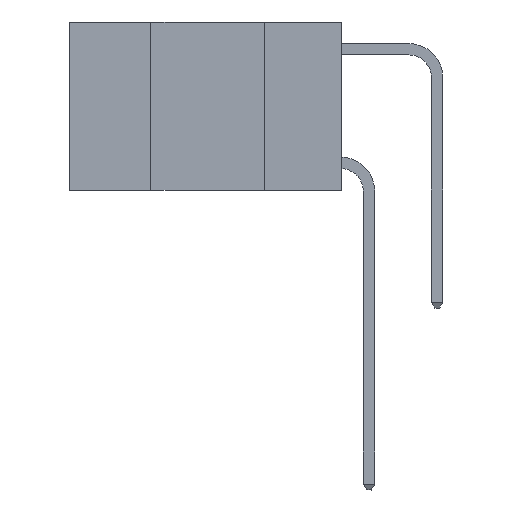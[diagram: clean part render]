
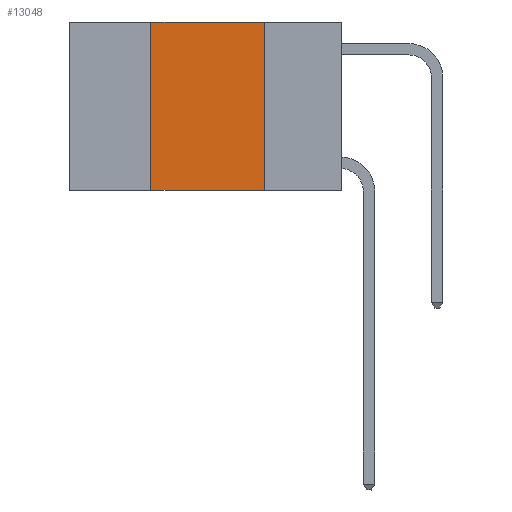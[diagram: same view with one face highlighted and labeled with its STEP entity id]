
A CAD part, left-side view. The second image highlights one B-rep face of the part: STEP entity #13048.
In plain terms, the highlighted planar face has unit normal (-1, 0, 0).
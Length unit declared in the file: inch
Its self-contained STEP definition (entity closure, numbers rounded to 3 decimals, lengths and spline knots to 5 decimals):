
#517 = LINE ( 'NONE', #10169, #7361 ) ;
#1147 = ORIENTED_EDGE ( 'NONE', *, *, #8224, .F. ) ;
#2883 = FACE_OUTER_BOUND ( 'NONE', #8604, .T. ) ;
#3171 = DIRECTION ( 'NONE',  ( 1., 0., 0. ) ) ;
#3330 = DIRECTION ( 'NONE',  ( 0., 0., 1. ) ) ;
#3527 = VECTOR ( 'NONE', #17458, 39.37008 ) ;
#3897 = ORIENTED_EDGE ( 'NONE', *, *, #6616, .F. ) ;
#4342 = ORIENTED_EDGE ( 'NONE', *, *, #5955, .F. ) ;
#5312 = CARTESIAN_POINT ( 'NONE',  ( 0., 0.6, -0.37 ) ) ;
#5613 = VERTEX_POINT ( 'NONE', #6525 ) ;
#5695 = CARTESIAN_POINT ( 'NONE',  ( 0., 0.42, -0.37 ) ) ;
#5883 = VERTEX_POINT ( 'NONE', #16031 ) ;
#5955 = EDGE_CURVE ( 'NONE', #5613, #16366, #15502, .T. ) ;
#6525 = CARTESIAN_POINT ( 'NONE',  ( 0., 0.42, 0. ) ) ;
#6616 = EDGE_CURVE ( 'NONE', #16366, #5883, #10839, .T. ) ;
#6714 = DIRECTION ( 'NONE',  ( 0., -1., 0. ) ) ;
#7361 = VECTOR ( 'NONE', #3330, 39.37008 ) ;
#8020 = CARTESIAN_POINT ( 'NONE',  ( 0., 0.17, 0. ) ) ;
#8224 = EDGE_CURVE ( 'NONE', #9159, #5613, #517, .T. ) ;
#8604 = EDGE_LOOP ( 'NONE', ( #3897, #4342, #1147, #12043 ) ) ;
#8622 = CARTESIAN_POINT ( 'NONE',  ( 0., 0.6, 0. ) ) ;
#9080 = VECTOR ( 'NONE', #17538, 39.37008 ) ;
#9159 = VERTEX_POINT ( 'NONE', #5695 ) ;
#10001 = PLANE ( 'NONE',  #17273 ) ;
#10072 = CARTESIAN_POINT ( 'NONE',  ( 0., 0.17, 0. ) ) ;
#10169 = CARTESIAN_POINT ( 'NONE',  ( 0., 0.42, 0. ) ) ;
#10839 = LINE ( 'NONE', #8020, #3527 ) ;
#12043 = ORIENTED_EDGE ( 'NONE', *, *, #16736, .T. ) ;
#12719 = LINE ( 'NONE', #5312, #9080 ) ;
#12742 = DIRECTION ( 'NONE',  ( 0., 0., -1. ) ) ;
#13048 = ADVANCED_FACE ( 'NONE', ( #2883 ), #10001, .F. ) ;
#15502 = LINE ( 'NONE', #16205, #15930 ) ;
#15930 = VECTOR ( 'NONE', #6714, 39.37008 ) ;
#16031 = CARTESIAN_POINT ( 'NONE',  ( 0., 0.17, -0.37 ) ) ;
#16205 = CARTESIAN_POINT ( 'NONE',  ( 0., 0.6, 0. ) ) ;
#16366 = VERTEX_POINT ( 'NONE', #10072 ) ;
#16736 = EDGE_CURVE ( 'NONE', #9159, #5883, #12719, .T. ) ;
#17273 = AXIS2_PLACEMENT_3D ( 'NONE', #8622, #3171, #12742 ) ;
#17458 = DIRECTION ( 'NONE',  ( 0., 0., -1. ) ) ;
#17538 = DIRECTION ( 'NONE',  ( 0., -1., 0. ) ) ;
